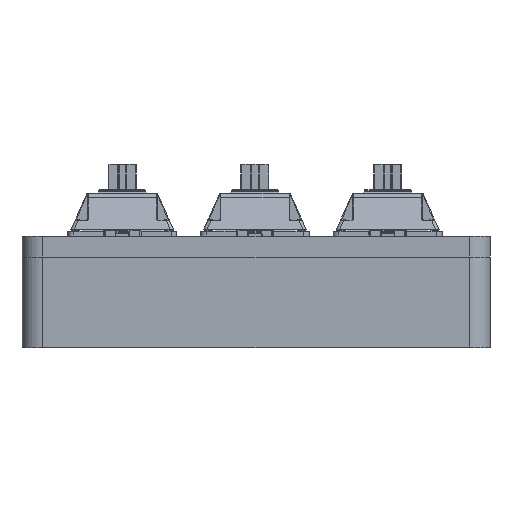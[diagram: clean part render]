
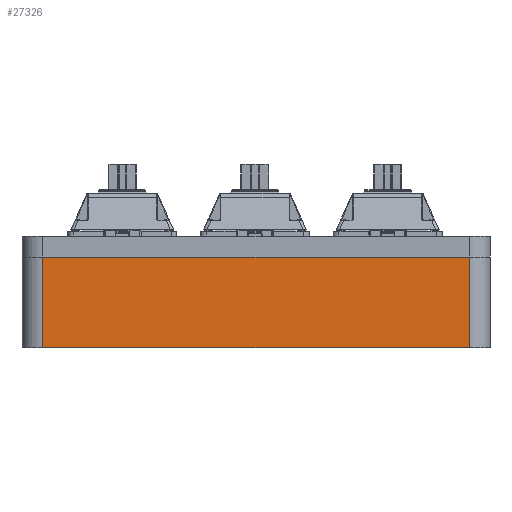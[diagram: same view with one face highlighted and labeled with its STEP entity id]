
A CAD part, front view. The second image highlights one B-rep face of the part: STEP entity #27326.
In plain terms, the highlighted planar face has unit normal (0, -1, 0).
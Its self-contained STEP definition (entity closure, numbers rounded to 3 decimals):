
#1201=PLANE('',#30579);
#3195=LINE('',#50110,#5351);
#3204=LINE('',#50149,#5360);
#3205=LINE('',#50152,#5361);
#3206=LINE('',#50153,#5362);
#5351=VECTOR('',#38819,10.);
#5360=VECTOR('',#38862,10.);
#5361=VECTOR('',#38865,10.);
#5362=VECTOR('',#38866,10.);
#7874=FACE_OUTER_BOUND('',#9630,.T.);
#9630=EDGE_LOOP('',(#24969,#24970,#24971,#24972));
#13419=VERTEX_POINT('',#50107);
#13420=VERTEX_POINT('',#50109);
#13433=VERTEX_POINT('',#50147);
#13434=VERTEX_POINT('',#50151);
#17296=EDGE_CURVE('',#13419,#13420,#3195,.T.);
#17316=EDGE_CURVE('',#13433,#13420,#3204,.T.);
#17317=EDGE_CURVE('',#13434,#13433,#3205,.T.);
#17318=EDGE_CURVE('',#13434,#13419,#3206,.T.);
#24969=ORIENTED_EDGE('',*,*,#17317,.T.);
#24970=ORIENTED_EDGE('',*,*,#17316,.T.);
#24971=ORIENTED_EDGE('',*,*,#17296,.F.);
#24972=ORIENTED_EDGE('',*,*,#17318,.F.);
#27326=ADVANCED_FACE('',(#7874),#1201,.T.);
#30579=AXIS2_PLACEMENT_3D('',#50150,#38863,#38864);
#38819=DIRECTION('',(1.,0.,0.));
#38862=DIRECTION('',(0.,0.,1.));
#38863=DIRECTION('center_axis',(0.,-1.,0.));
#38864=DIRECTION('ref_axis',(1.,0.,0.));
#38865=DIRECTION('',(1.,0.,0.));
#38866=DIRECTION('',(0.,0.,1.));
#50107=CARTESIAN_POINT('',(-2.,-5.,13.));
#50109=CARTESIAN_POINT('',(59.,-5.,13.));
#50110=CARTESIAN_POINT('',(13.25,-5.,13.));
#50147=CARTESIAN_POINT('',(59.,-5.,0.));
#50149=CARTESIAN_POINT('',(59.,-5.,0.));
#50150=CARTESIAN_POINT('Origin',(-2.,-5.,0.));
#50151=CARTESIAN_POINT('',(-2.,-5.,0.));
#50152=CARTESIAN_POINT('',(-2.,-5.,0.));
#50153=CARTESIAN_POINT('',(-2.,-5.,0.));
